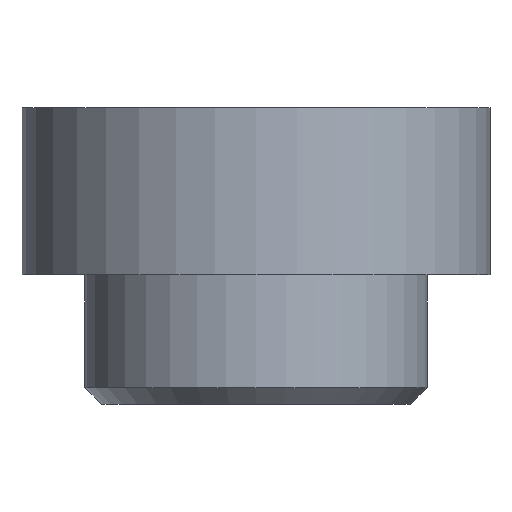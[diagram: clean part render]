
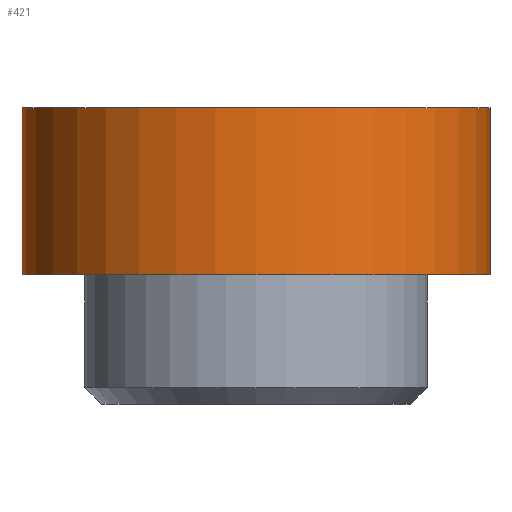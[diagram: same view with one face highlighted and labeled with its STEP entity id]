
A CAD part, front view. The second image highlights one B-rep face of the part: STEP entity #421.
In plain terms, the highlighted cylindrical face has radius 2.8 mm (diameter 5.6 mm), a full revolution.
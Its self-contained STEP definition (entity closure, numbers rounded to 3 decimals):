
#46=FACE_OUTER_BOUND('',#73,.T.);
#73=EDGE_LOOP('',(#373,#374,#375,#376));
#82=CIRCLE('',#463,2.8);
#83=CIRCLE('',#465,2.8);
#136=LINE('',#1839,#153);
#153=VECTOR('',#546,2.8);
#193=VERTEX_POINT('',#1833);
#194=VERTEX_POINT('',#1836);
#254=EDGE_CURVE('',#193,#193,#82,.T.);
#255=EDGE_CURVE('',#194,#194,#83,.T.);
#256=EDGE_CURVE('',#193,#194,#136,.T.);
#373=ORIENTED_EDGE('',*,*,#254,.F.);
#374=ORIENTED_EDGE('',*,*,#256,.T.);
#375=ORIENTED_EDGE('',*,*,#255,.T.);
#376=ORIENTED_EDGE('',*,*,#256,.F.);
#397=CYLINDRICAL_SURFACE('',#466,2.8);
#421=ADVANCED_FACE('',(#46),#397,.T.);
#463=AXIS2_PLACEMENT_3D('',#1834,#538,#539);
#465=AXIS2_PLACEMENT_3D('',#1837,#542,#543);
#466=AXIS2_PLACEMENT_3D('',#1838,#544,#545);
#538=DIRECTION('center_axis',(0.,0.,1.));
#539=DIRECTION('ref_axis',(1.,0.,0.));
#542=DIRECTION('center_axis',(0.,0.,1.));
#543=DIRECTION('ref_axis',(1.,0.,0.));
#544=DIRECTION('center_axis',(0.,0.,1.));
#545=DIRECTION('ref_axis',(1.,0.,0.));
#546=DIRECTION('',(0.,0.,-1.));
#1833=CARTESIAN_POINT('',(-2.8,0.,2.));
#1834=CARTESIAN_POINT('Origin',(0.,0.,2.));
#1836=CARTESIAN_POINT('',(-2.8,0.,0.));
#1837=CARTESIAN_POINT('Origin',(0.,0.,0.));
#1838=CARTESIAN_POINT('Origin',(0.,0.,0.));
#1839=CARTESIAN_POINT('',(-2.8,0.,0.));
